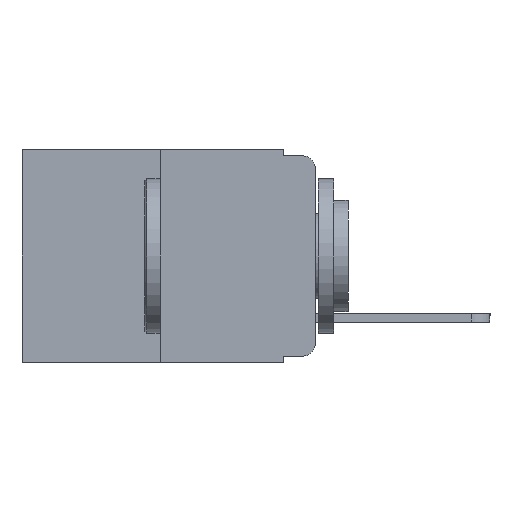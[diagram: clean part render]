
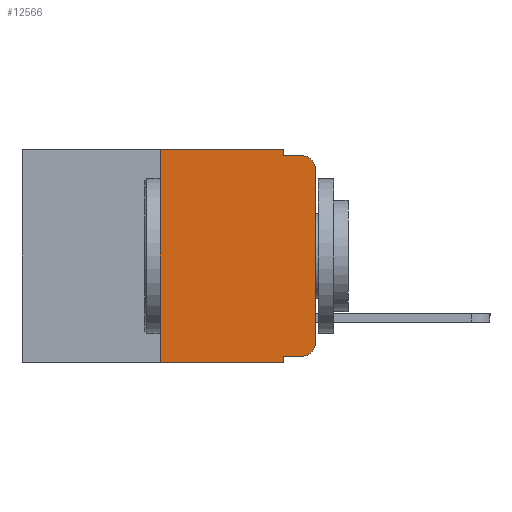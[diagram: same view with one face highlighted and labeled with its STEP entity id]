
A CAD part, left-side view. The second image highlights one B-rep face of the part: STEP entity #12566.
In plain terms, the highlighted planar face has unit normal (-1, 0, 0).
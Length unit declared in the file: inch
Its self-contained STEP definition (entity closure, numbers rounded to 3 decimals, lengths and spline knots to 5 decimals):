
#40 = ORIENTED_EDGE ( 'NONE', *, *, #21172, .T. ) ;
#49 = VECTOR ( 'NONE', #14856, 39.37008 ) ;
#99 = ORIENTED_EDGE ( 'NONE', *, *, #2798, .F. ) ;
#262 = ORIENTED_EDGE ( 'NONE', *, *, #3063, .T. ) ;
#292 = ORIENTED_EDGE ( 'NONE', *, *, #1017, .T. ) ;
#682 = CARTESIAN_POINT ( 'NONE',  ( 0., 0.02, -0.313 ) ) ;
#1017 = EDGE_CURVE ( 'NONE', #3127, #11843, #14261, .T. ) ;
#1233 = ORIENTED_EDGE ( 'NONE', *, *, #2764, .F. ) ;
#1341 = LINE ( 'NONE', #8696, #11274 ) ;
#1650 = FACE_OUTER_BOUND ( 'NONE', #3222, .T. ) ;
#1693 = CARTESIAN_POINT ( 'NONE',  ( 0., 0.051, -0.333 ) ) ;
#1703 = CARTESIAN_POINT ( 'NONE',  ( 0., 0.02, -0.01 ) ) ;
#2159 = CIRCLE ( 'NONE', #11527, 0.02 ) ;
#2764 = EDGE_CURVE ( 'NONE', #11583, #9259, #21339, .T. ) ;
#2798 = EDGE_CURVE ( 'NONE', #14269, #21995, #6293, .T. ) ;
#3063 = EDGE_CURVE ( 'NONE', #14269, #3127, #1341, .T. ) ;
#3127 = VERTEX_POINT ( 'NONE', #8140 ) ;
#3222 = EDGE_LOOP ( 'NONE', ( #22202, #3977, #23147, #23619, #10542, #1233, #40, #99, #262, #292 ) ) ;
#3977 = ORIENTED_EDGE ( 'NONE', *, *, #5001, .T. ) ;
#4717 = EDGE_CURVE ( 'NONE', #12211, #11406, #23400, .T. ) ;
#4723 = EDGE_CURVE ( 'NONE', #22177, #12211, #14661, .T. ) ;
#4858 = VECTOR ( 'NONE', #22336, 39.37008 ) ;
#5001 = EDGE_CURVE ( 'NONE', #10941, #11406, #2159, .T. ) ;
#5106 = EDGE_CURVE ( 'NONE', #11843, #10941, #10872, .T. ) ;
#6293 = LINE ( 'NONE', #12142, #20323 ) ;
#8140 = CARTESIAN_POINT ( 'NONE',  ( 0., 0.02, -0.333 ) ) ;
#8325 = DIRECTION ( 'NONE',  ( 0., -1., 0. ) ) ;
#8696 = CARTESIAN_POINT ( 'NONE',  ( 0., 0.051, -0.333 ) ) ;
#9259 = VERTEX_POINT ( 'NONE', #10728 ) ;
#9953 = DIRECTION ( 'NONE',  ( 1., 0., 0. ) ) ;
#10247 = CARTESIAN_POINT ( 'NONE',  ( 0., 0.051, -0.01 ) ) ;
#10260 = VECTOR ( 'NONE', #15391, 39.37008 ) ;
#10512 = CARTESIAN_POINT ( 'NONE',  ( 0., 0.25, 0. ) ) ;
#10542 = ORIENTED_EDGE ( 'NONE', *, *, #16456, .F. ) ;
#10728 = CARTESIAN_POINT ( 'NONE',  ( 0., 0.25, 0. ) ) ;
#10872 = LINE ( 'NONE', #17736, #23381 ) ;
#10941 = VERTEX_POINT ( 'NONE', #23182 ) ;
#11274 = VECTOR ( 'NONE', #8325, 39.37008 ) ;
#11406 = VERTEX_POINT ( 'NONE', #1703 ) ;
#11527 = AXIS2_PLACEMENT_3D ( 'NONE', #17808, #18550, #18506 ) ;
#11583 = VERTEX_POINT ( 'NONE', #20417 ) ;
#11843 = VERTEX_POINT ( 'NONE', #22765 ) ;
#12142 = CARTESIAN_POINT ( 'NONE',  ( 0., 0.051, 0. ) ) ;
#12211 = VERTEX_POINT ( 'NONE', #10247 ) ;
#12566 = ADVANCED_FACE ( 'NONE', ( #1650 ), #20586, .F. ) ;
#13051 = CARTESIAN_POINT ( 'NONE',  ( 0., 0.473, -0.343 ) ) ;
#13615 = DIRECTION ( 'NONE',  ( 0., 0., -1. ) ) ;
#14261 = CIRCLE ( 'NONE', #20269, 0.02 ) ;
#14269 = VERTEX_POINT ( 'NONE', #1693 ) ;
#14566 = DIRECTION ( 'NONE',  ( -1., 0., 0. ) ) ;
#14633 = CARTESIAN_POINT ( 'NONE',  ( 0., 0.051, -0.01 ) ) ;
#14661 = LINE ( 'NONE', #15500, #18735 ) ;
#14856 = DIRECTION ( 'NONE',  ( 0., -1., 0. ) ) ;
#15057 = LINE ( 'NONE', #20770, #4858 ) ;
#15085 = AXIS2_PLACEMENT_3D ( 'NONE', #15471, #9953, #22168 ) ;
#15391 = DIRECTION ( 'NONE',  ( 0., -1., 0. ) ) ;
#15471 = CARTESIAN_POINT ( 'NONE',  ( 0., 0.473, 0. ) ) ;
#15500 = CARTESIAN_POINT ( 'NONE',  ( 0., 0.051, 0. ) ) ;
#16095 = LINE ( 'NONE', #13051, #49 ) ;
#16272 = CARTESIAN_POINT ( 'NONE',  ( 0., 0.051, -0.343 ) ) ;
#16352 = CARTESIAN_POINT ( 'NONE',  ( 0., 0.051, 0. ) ) ;
#16435 = DIRECTION ( 'NONE',  ( 0., 0., -1. ) ) ;
#16456 = EDGE_CURVE ( 'NONE', #9259, #22177, #15057, .T. ) ;
#16993 = VECTOR ( 'NONE', #19808, 39.37008 ) ;
#17736 = CARTESIAN_POINT ( 'NONE',  ( 0., 0., 0. ) ) ;
#17808 = CARTESIAN_POINT ( 'NONE',  ( 0., 0.02, -0.03 ) ) ;
#18506 = DIRECTION ( 'NONE',  ( 0., 0., -1. ) ) ;
#18550 = DIRECTION ( 'NONE',  ( -1., 0., 0. ) ) ;
#18735 = VECTOR ( 'NONE', #13615, 39.37008 ) ;
#19142 = DIRECTION ( 'NONE',  ( 0., 0., 1. ) ) ;
#19616 = DIRECTION ( 'NONE',  ( 0., 0., -1. ) ) ;
#19808 = DIRECTION ( 'NONE',  ( 0., 0., 1. ) ) ;
#20269 = AXIS2_PLACEMENT_3D ( 'NONE', #682, #14566, #19616 ) ;
#20323 = VECTOR ( 'NONE', #16435, 39.37008 ) ;
#20417 = CARTESIAN_POINT ( 'NONE',  ( 0., 0.25, -0.343 ) ) ;
#20586 = PLANE ( 'NONE',  #15085 ) ;
#20770 = CARTESIAN_POINT ( 'NONE',  ( 0., 0.473, 0. ) ) ;
#21172 = EDGE_CURVE ( 'NONE', #11583, #21995, #16095, .T. ) ;
#21339 = LINE ( 'NONE', #10512, #16993 ) ;
#21995 = VERTEX_POINT ( 'NONE', #16272 ) ;
#22168 = DIRECTION ( 'NONE',  ( 0., 0., -1. ) ) ;
#22177 = VERTEX_POINT ( 'NONE', #16352 ) ;
#22202 = ORIENTED_EDGE ( 'NONE', *, *, #5106, .T. ) ;
#22336 = DIRECTION ( 'NONE',  ( 0., -1., 0. ) ) ;
#22765 = CARTESIAN_POINT ( 'NONE',  ( 0., 0., -0.313 ) ) ;
#23147 = ORIENTED_EDGE ( 'NONE', *, *, #4717, .F. ) ;
#23182 = CARTESIAN_POINT ( 'NONE',  ( 0., 0., -0.03 ) ) ;
#23381 = VECTOR ( 'NONE', #19142, 39.37008 ) ;
#23400 = LINE ( 'NONE', #14633, #10260 ) ;
#23619 = ORIENTED_EDGE ( 'NONE', *, *, #4723, .F. ) ;
